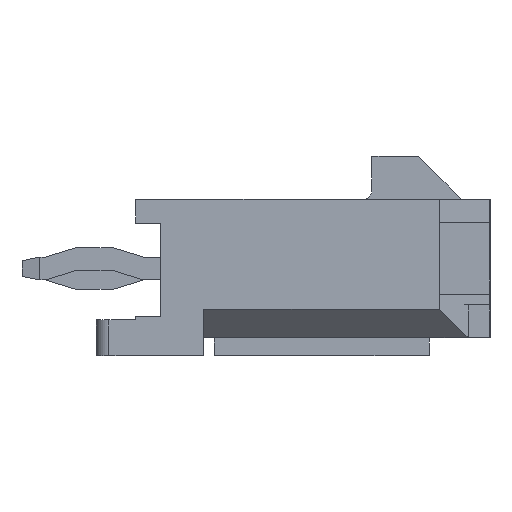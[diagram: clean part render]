
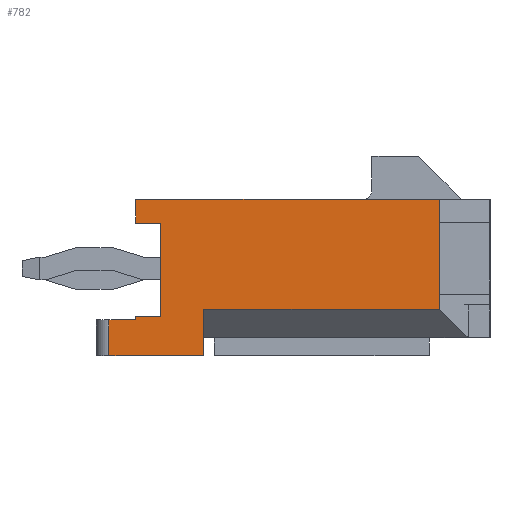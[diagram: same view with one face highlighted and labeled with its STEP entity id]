
A CAD part, left-side view. The second image highlights one B-rep face of the part: STEP entity #782.
In plain terms, the highlighted planar face has unit normal (-1, 0, 0).
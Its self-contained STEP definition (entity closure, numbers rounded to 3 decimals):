
#782 = ADVANCED_FACE( '', ( #1667 ), #1668, .T. );
#1667 = FACE_OUTER_BOUND( '', #2674, .T. );
#1668 = PLANE( '', #2675 );
#2674 = EDGE_LOOP( '', ( #4761, #4762, #4763, #4764, #4765, #4766, #4767, #4768, #4769, #4770, #4771, #4772, #4773, #4774 ) );
#2675 = AXIS2_PLACEMENT_3D( '', #4775, #4776, #4777 );
#4761 = ORIENTED_EDGE( '', *, *, #7170, .F. );
#4762 = ORIENTED_EDGE( '', *, *, #7171, .T. );
#4763 = ORIENTED_EDGE( '', *, *, #6511, .F. );
#4764 = ORIENTED_EDGE( '', *, *, #6671, .F. );
#4765 = ORIENTED_EDGE( '', *, *, #7094, .F. );
#4766 = ORIENTED_EDGE( '', *, *, #7172, .T. );
#4767 = ORIENTED_EDGE( '', *, *, #7173, .T. );
#4768 = ORIENTED_EDGE( '', *, *, #6599, .T. );
#4769 = ORIENTED_EDGE( '', *, *, #6927, .T. );
#4770 = ORIENTED_EDGE( '', *, *, #6420, .T. );
#4771 = ORIENTED_EDGE( '', *, *, #6896, .T. );
#4772 = ORIENTED_EDGE( '', *, *, #7174, .T. );
#4773 = ORIENTED_EDGE( '', *, *, #7175, .T. );
#4774 = ORIENTED_EDGE( '', *, *, #7153, .T. );
#4775 = CARTESIAN_POINT( '', ( -15.325, 0., 0. ) );
#4776 = DIRECTION( '', ( -1., 0., 0. ) );
#4777 = DIRECTION( '', ( 0., 0., 1. ) );
#6420 = EDGE_CURVE( '', #7748, #7753, #7755, .T. );
#6511 = EDGE_CURVE( '', #7913, #7914, #7915, .T. );
#6599 = EDGE_CURVE( '', #8058, #8060, #8062, .T. );
#6671 = EDGE_CURVE( '', #7985, #7913, #8181, .T. );
#6896 = EDGE_CURVE( '', #7753, #8545, #8547, .T. );
#6927 = EDGE_CURVE( '', #8060, #7748, #8594, .T. );
#7094 = EDGE_CURVE( '', #8840, #7985, #8841, .T. );
#7153 = EDGE_CURVE( '', #8921, #8919, #8922, .T. );
#7170 = EDGE_CURVE( '', #8942, #8919, #8943, .T. );
#7171 = EDGE_CURVE( '', #8942, #7914, #8944, .T. );
#7172 = EDGE_CURVE( '', #8840, #8945, #8946, .T. );
#7173 = EDGE_CURVE( '', #8945, #8058, #8947, .T. );
#7174 = EDGE_CURVE( '', #8545, #8948, #8949, .T. );
#7175 = EDGE_CURVE( '', #8948, #8921, #8950, .T. );
#7748 = VERTEX_POINT( '', #9678 );
#7753 = VERTEX_POINT( '', #9685 );
#7755 = LINE( '', #9688, #9689 );
#7913 = VERTEX_POINT( '', #9919 );
#7914 = VERTEX_POINT( '', #9920 );
#7915 = LINE( '', #9921, #9922 );
#7985 = VERTEX_POINT( '', #10025 );
#8058 = VERTEX_POINT( '', #10134 );
#8060 = VERTEX_POINT( '', #10137 );
#8062 = LINE( '', #10140, #10141 );
#8181 = LINE( '', #10317, #10318 );
#8545 = VERTEX_POINT( '', #10869 );
#8547 = LINE( '', #10872, #10873 );
#8594 = LINE( '', #10943, #10944 );
#8840 = VERTEX_POINT( '', #11323 );
#8841 = LINE( '', #11324, #11325 );
#8919 = VERTEX_POINT( '', #11445 );
#8921 = VERTEX_POINT( '', #11448 );
#8922 = LINE( '', #11449, #11450 );
#8942 = VERTEX_POINT( '', #11479 );
#8943 = LINE( '', #11480, #11481 );
#8944 = LINE( '', #11482, #11483 );
#8945 = VERTEX_POINT( '', #11484 );
#8946 = LINE( '', #11485, #11486 );
#8947 = LINE( '', #11487, #11488 );
#8948 = VERTEX_POINT( '', #11489 );
#8949 = LINE( '', #11490, #11491 );
#8950 = LINE( '', #11492, #11493 );
#9678 = CARTESIAN_POINT( '', ( -15.325, 4.25, -1.085 ) );
#9685 = CARTESIAN_POINT( '', ( -15.325, 4.95, -1.085 ) );
#9688 = CARTESIAN_POINT( '', ( -15.325, 0., -1.085 ) );
#9689 = VECTOR( '', #12244, 1000. );
#9919 = CARTESIAN_POINT( '', ( -15.325, -3.536, -0.465 ) );
#9920 = CARTESIAN_POINT( '', ( -15.325, -3.536, -0.885 ) );
#9921 = CARTESIAN_POINT( '', ( -15.325, -3.536, 0. ) );
#9922 = VECTOR( '', #12320, 1000. );
#10025 = CARTESIAN_POINT( '', ( -15.325, -3.536, 1.535 ) );
#10134 = CARTESIAN_POINT( '', ( -15.325, 4.95, 1.515 ) );
#10137 = CARTESIAN_POINT( '', ( -15.325, 4.25, 1.515 ) );
#10140 = CARTESIAN_POINT( '', ( -15.325, 0., 1.515 ) );
#10141 = VECTOR( '', #12392, 1000. );
#10317 = CARTESIAN_POINT( '', ( -15.325, -3.536, 1.535 ) );
#10318 = VECTOR( '', #12450, 1000. );
#10869 = CARTESIAN_POINT( '', ( -15.325, 4.95, -1.185 ) );
#10872 = CARTESIAN_POINT( '', ( -15.325, 4.95, 2.185 ) );
#10873 = VECTOR( '', #12639, 1000. );
#10943 = CARTESIAN_POINT( '', ( -15.325, 4.25, 0. ) );
#10944 = VECTOR( '', #12663, 1000. );
#11323 = CARTESIAN_POINT( '', ( -15.325, -3.536, 2.185 ) );
#11324 = CARTESIAN_POINT( '', ( -15.325, -3.536, 0. ) );
#11325 = VECTOR( '', #12800, 1000. );
#11445 = CARTESIAN_POINT( '', ( -15.325, 3.05, -2.185 ) );
#11448 = CARTESIAN_POINT( '', ( -15.325, 5.7, -2.185 ) );
#11449 = CARTESIAN_POINT( '', ( -15.325, 4.95, -2.185 ) );
#11450 = VECTOR( '', #12844, 1000. );
#11479 = CARTESIAN_POINT( '', ( -15.325, 3.05, -0.885 ) );
#11480 = CARTESIAN_POINT( '', ( -15.325, 3.05, -1.685 ) );
#11481 = VECTOR( '', #12857, 1000. );
#11482 = CARTESIAN_POINT( '', ( -15.325, 0., -0.885 ) );
#11483 = VECTOR( '', #12858, 1000. );
#11484 = CARTESIAN_POINT( '', ( -15.325, 4.95, 2.185 ) );
#11485 = CARTESIAN_POINT( '', ( -15.325, -4.95, 2.185 ) );
#11486 = VECTOR( '', #12859, 1000. );
#11487 = CARTESIAN_POINT( '', ( -15.325, 4.95, 2.185 ) );
#11488 = VECTOR( '', #12860, 1000. );
#11489 = CARTESIAN_POINT( '', ( -15.325, 5.7, -1.185 ) );
#11490 = CARTESIAN_POINT( '', ( -15.325, 4.95, -1.185 ) );
#11491 = VECTOR( '', #12861, 1000. );
#11492 = CARTESIAN_POINT( '', ( -15.325, 5.7, -1.185 ) );
#11493 = VECTOR( '', #12862, 1000. );
#12244 = DIRECTION( '', ( 0., 1., 0. ) );
#12320 = DIRECTION( '', ( 0., 0., -1. ) );
#12392 = DIRECTION( '', ( 0., -1., 0. ) );
#12450 = DIRECTION( '', ( 0., 0., -1. ) );
#12639 = DIRECTION( '', ( 0., 0., -1. ) );
#12663 = DIRECTION( '', ( 0., 0., -1. ) );
#12800 = DIRECTION( '', ( 0., 0., -1. ) );
#12844 = DIRECTION( '', ( 0., -1., 0. ) );
#12857 = DIRECTION( '', ( 0., 0., -1. ) );
#12858 = DIRECTION( '', ( 0., -1., 0. ) );
#12859 = DIRECTION( '', ( 0., 1., 0. ) );
#12860 = DIRECTION( '', ( 0., 0., -1. ) );
#12861 = DIRECTION( '', ( 0., 1., 0. ) );
#12862 = DIRECTION( '', ( 0., 0., -1. ) );
